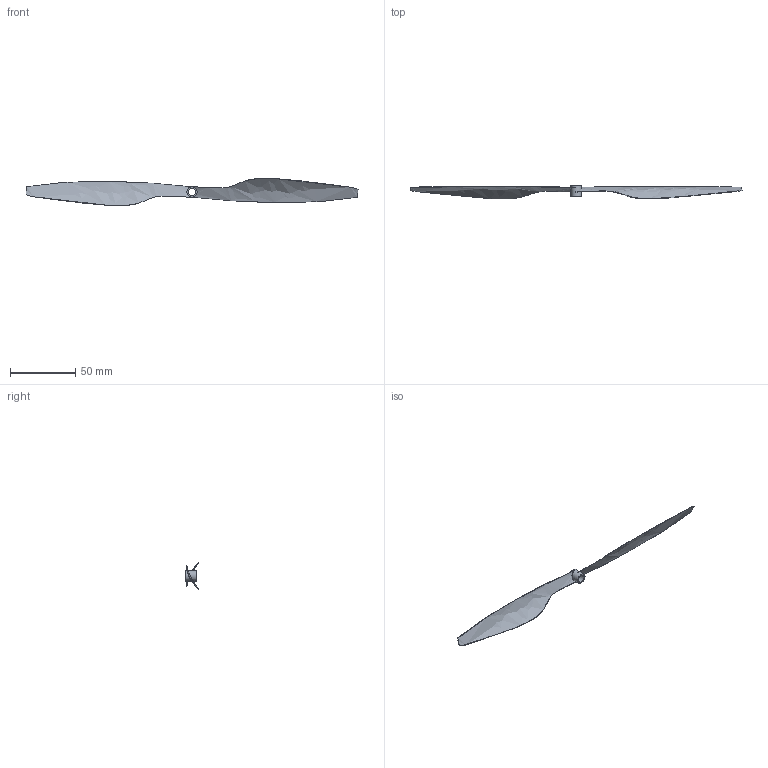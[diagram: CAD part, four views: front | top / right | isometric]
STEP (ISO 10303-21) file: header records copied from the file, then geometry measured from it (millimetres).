
FILE_DESCRIPTION(/* description */ (''),/* implementation_level */ '2;1');
FILE_NAME(/* name */ 'PropellerAntiClockWise.step',/* time_stamp */ '2022-12-12T16:53:28+05:30',/* author */ (''),/* organization */ (''),/* preprocessor_version */ 'ST-DEVELOPER v19',/* originating_system */ 'Autodesk Translation Framework v11.7.0.108',/* authorisation */ '');
FILE_SCHEMA (('AUTOMOTIVE_DESIGN { 1 0 10303 214 3 1 1 }'));
Length unit declared in the file: millimetre
Products named in the file (1): Propeller(Mirror)
Bounding box: 254.42 x 10.69 x 20.77 mm (x, y, z)
Volume: 1138 mm3; surface area: 8144.6 mm2
Topology: 2 solids, 2 shells, 17 faces, 39 edges, 26 vertices
Faces by surface type: bspline 8, plane 6, cylinder 3
Full cylindrical faces by diameter (mm): 6 x1, 8 x1
Entity records: 1594 total; most frequent: CARTESIAN_POINT 1222, ORIENTED_EDGE 78, DIRECTION 43, EDGE_CURVE 39, VERTEX_POINT 26, B_SPLINE_CURVE_WITH_KNOTS 21, EDGE_LOOP 19, FACE_OUTER_BOUND 17
